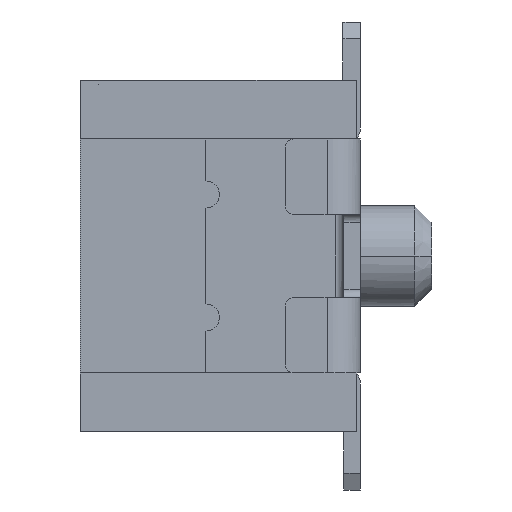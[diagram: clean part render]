
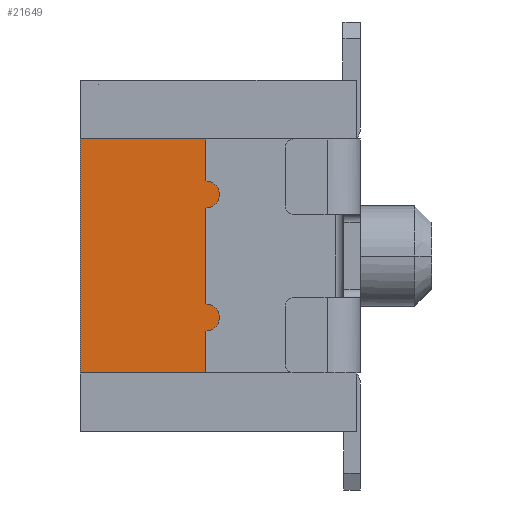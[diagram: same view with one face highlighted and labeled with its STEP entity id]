
A CAD part, left-side view. The second image highlights one B-rep face of the part: STEP entity #21649.
In plain terms, the highlighted planar face has unit normal (-1, 0, 0).
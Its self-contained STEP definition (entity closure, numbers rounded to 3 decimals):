
#710 = VERTEX_POINT ( 'NONE', #19036 ) ;
#743 = LINE ( 'NONE', #20299, #3991 ) ;
#1594 = EDGE_LOOP ( 'NONE', ( #12995, #11920, #35739, #7611, #39519, #2052, #10112, #12789 ) ) ;
#2052 = ORIENTED_EDGE ( 'NONE', *, *, #33656, .T. ) ;
#3227 = LINE ( 'NONE', #36722, #24917 ) ;
#3329 = CARTESIAN_POINT ( 'NONE',  ( -14.15, 1.8, 0.573 ) ) ;
#3991 = VECTOR ( 'NONE', #14497, 1000. ) ;
#4816 = AXIS2_PLACEMENT_3D ( 'NONE', #29730, #26714, #33161 ) ;
#7611 = ORIENTED_EDGE ( 'NONE', *, *, #9484, .T. ) ;
#8505 = CIRCLE ( 'NONE', #32491, 0.162 ) ;
#8599 = DIRECTION ( 'NONE',  ( 0., -1., 0. ) ) ;
#8817 = VECTOR ( 'NONE', #35267, 1000. ) ;
#9484 = EDGE_CURVE ( 'NONE', #14483, #27253, #3227, .T. ) ;
#9732 = CARTESIAN_POINT ( 'NONE',  ( -14.15, 1.8, -0.573 ) ) ;
#10112 = ORIENTED_EDGE ( 'NONE', *, *, #26157, .T. ) ;
#10697 = VECTOR ( 'NONE', #8599, 1000. ) ;
#11013 = CARTESIAN_POINT ( 'NONE',  ( -14.15, 1.8, -0.736 ) ) ;
#11920 = ORIENTED_EDGE ( 'NONE', *, *, #17815, .F. ) ;
#12789 = ORIENTED_EDGE ( 'NONE', *, *, #18601, .T. ) ;
#12995 = ORIENTED_EDGE ( 'NONE', *, *, #20371, .T. ) ;
#13764 = CARTESIAN_POINT ( 'NONE',  ( -14.15, 3.3, 1.4 ) ) ;
#14172 = DIRECTION ( 'NONE',  ( 0., 0., 1. ) ) ;
#14378 = LINE ( 'NONE', #34335, #34144 ) ;
#14483 = VERTEX_POINT ( 'NONE', #19007 ) ;
#14497 = DIRECTION ( 'NONE',  ( 0., 0., 1. ) ) ;
#15625 = CARTESIAN_POINT ( 'NONE',  ( -14.15, 1.8, -0.898 ) ) ;
#17672 = DIRECTION ( 'NONE',  ( 0., 0., -1. ) ) ;
#17815 = EDGE_CURVE ( 'NONE', #710, #20683, #14378, .T. ) ;
#17837 = PLANE ( 'NONE',  #19237 ) ;
#18601 = EDGE_CURVE ( 'NONE', #21303, #29284, #743, .T. ) ;
#18732 = LINE ( 'NONE', #24965, #8817 ) ;
#19007 = CARTESIAN_POINT ( 'NONE',  ( -14.15, 1.8, -1.4 ) ) ;
#19036 = CARTESIAN_POINT ( 'NONE',  ( -14.15, 3.3, -1.4 ) ) ;
#19237 = AXIS2_PLACEMENT_3D ( 'NONE', #40809, #40174, #24491 ) ;
#20299 = CARTESIAN_POINT ( 'NONE',  ( -14.15, 1.8, 0.898 ) ) ;
#20371 = EDGE_CURVE ( 'NONE', #29284, #20683, #18732, .T. ) ;
#20683 = VERTEX_POINT ( 'NONE', #13764 ) ;
#21056 = LINE ( 'NONE', #30927, #10697 ) ;
#21303 = VERTEX_POINT ( 'NONE', #37632 ) ;
#21649 = ADVANCED_FACE ( 'NONE', ( #27292 ), #17837, .T. ) ;
#22689 = CARTESIAN_POINT ( 'NONE',  ( -14.15, 1.8, 1.4 ) ) ;
#24491 = DIRECTION ( 'NONE',  ( 0., 0., 1. ) ) ;
#24917 = VECTOR ( 'NONE', #36299, 1000. ) ;
#24965 = CARTESIAN_POINT ( 'NONE',  ( -14.15, 1.8, 1.4 ) ) ;
#26157 = EDGE_CURVE ( 'NONE', #34911, #21303, #33638, .T. ) ;
#26476 = LINE ( 'NONE', #9732, #38185 ) ;
#26714 = DIRECTION ( 'NONE',  ( -1., 0., 0. ) ) ;
#27253 = VERTEX_POINT ( 'NONE', #15625 ) ;
#27292 = FACE_OUTER_BOUND ( 'NONE', #1594, .T. ) ;
#29284 = VERTEX_POINT ( 'NONE', #22689 ) ;
#29730 = CARTESIAN_POINT ( 'NONE',  ( -14.15, 1.8, 0.736 ) ) ;
#30927 = CARTESIAN_POINT ( 'NONE',  ( -14.15, 3.3, -1.4 ) ) ;
#32491 = AXIS2_PLACEMENT_3D ( 'NONE', #11013, #34201, #17672 ) ;
#33161 = DIRECTION ( 'NONE',  ( 0., 0., -1. ) ) ;
#33377 = VERTEX_POINT ( 'NONE', #40291 ) ;
#33638 = CIRCLE ( 'NONE', #4816, 0.162 ) ;
#33656 = EDGE_CURVE ( 'NONE', #33377, #34911, #26476, .T. ) ;
#34144 = VECTOR ( 'NONE', #14172, 1000. ) ;
#34201 = DIRECTION ( 'NONE',  ( -1., 0., 0. ) ) ;
#34335 = CARTESIAN_POINT ( 'NONE',  ( -14.15, 3.3, -1.4 ) ) ;
#34911 = VERTEX_POINT ( 'NONE', #3329 ) ;
#35267 = DIRECTION ( 'NONE',  ( 0., 1., 0. ) ) ;
#35739 = ORIENTED_EDGE ( 'NONE', *, *, #41325, .T. ) ;
#36299 = DIRECTION ( 'NONE',  ( 0., 0., 1. ) ) ;
#36722 = CARTESIAN_POINT ( 'NONE',  ( -14.15, 1.8, -1.4 ) ) ;
#37632 = CARTESIAN_POINT ( 'NONE',  ( -14.15, 1.8, 0.898 ) ) ;
#38185 = VECTOR ( 'NONE', #39566, 1000. ) ;
#39399 = EDGE_CURVE ( 'NONE', #27253, #33377, #8505, .T. ) ;
#39519 = ORIENTED_EDGE ( 'NONE', *, *, #39399, .T. ) ;
#39566 = DIRECTION ( 'NONE',  ( 0., 0., 1. ) ) ;
#40174 = DIRECTION ( 'NONE',  ( -1., 0., 0. ) ) ;
#40291 = CARTESIAN_POINT ( 'NONE',  ( -14.15, 1.8, -0.573 ) ) ;
#40809 = CARTESIAN_POINT ( 'NONE',  ( -14.15, 0., 0. ) ) ;
#41325 = EDGE_CURVE ( 'NONE', #710, #14483, #21056, .T. ) ;
